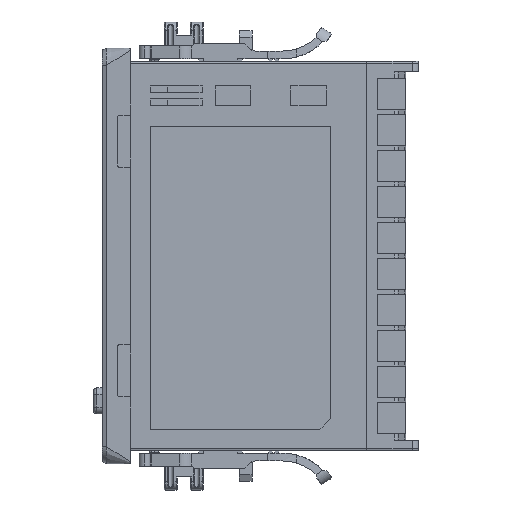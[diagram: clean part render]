
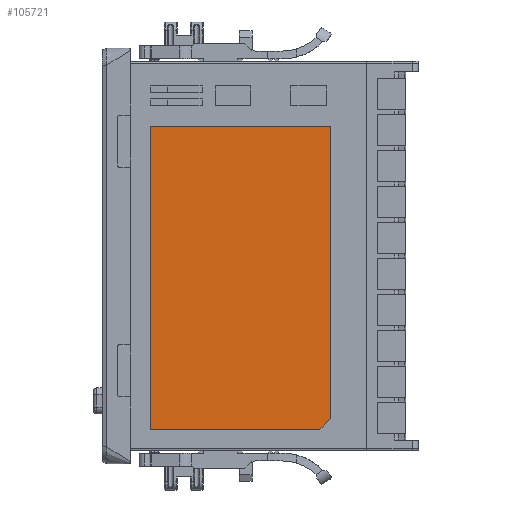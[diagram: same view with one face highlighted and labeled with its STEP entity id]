
A CAD part, left-side view. The second image highlights one B-rep face of the part: STEP entity #105721.
In plain terms, the highlighted planar face has unit normal (-1, 0, 0).
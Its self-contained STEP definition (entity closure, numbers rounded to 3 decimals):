
#89350=DIRECTION('',(0.,0.,1.));
#89351=VECTOR('',#89350,67.5);
#89352=CARTESIAN_POINT('',(-44.5,-50.45,-37.5));
#89353=LINE('',#89352,#89351);
#89358=DIRECTION('',(0.,0.707,-0.707));
#89359=VECTOR('',#89358,3.536);
#89360=CARTESIAN_POINT('',(-44.5,-50.45,-37.5));
#89361=LINE('',#89360,#89359);
#89366=DIRECTION('',(0.,-1.,0.));
#89367=VECTOR('',#89366,39.2);
#89368=CARTESIAN_POINT('',(-44.5,-8.75,-40.));
#89369=LINE('',#89368,#89367);
#89374=DIRECTION('',(0.,0.,-1.));
#89375=VECTOR('',#89374,70.);
#89376=CARTESIAN_POINT('',(-44.5,-8.75,30.));
#89377=LINE('',#89376,#89375);
#89382=DIRECTION('',(0.,1.,0.));
#89383=VECTOR('',#89382,41.7);
#89384=CARTESIAN_POINT('',(-44.5,-50.45,30.));
#89385=LINE('',#89384,#89383);
#93751=CARTESIAN_POINT('',(-44.5,-50.45,-37.5));
#93752=CARTESIAN_POINT('',(-44.5,-50.45,30.));
#93753=VERTEX_POINT('',#93751);
#93754=VERTEX_POINT('',#93752);
#93755=CARTESIAN_POINT('',(-44.5,-8.75,-40.));
#93756=CARTESIAN_POINT('',(-44.5,-47.95,-40.));
#93757=VERTEX_POINT('',#93755);
#93758=VERTEX_POINT('',#93756);
#93759=CARTESIAN_POINT('',(-44.5,-8.75,30.));
#93760=VERTEX_POINT('',#93759);
#105705=CARTESIAN_POINT('',(-44.5,-58.75,0.));
#105706=DIRECTION('',(-1.,0.,0.));
#105707=DIRECTION('',(0.,1.,0.));
#105708=AXIS2_PLACEMENT_3D('',#105705,#105706,#105707);
#105709=PLANE('',#105708);
#105711=ORIENTED_EDGE('',*,*,#105710,.F.);
#105713=ORIENTED_EDGE('',*,*,#105712,.F.);
#105715=ORIENTED_EDGE('',*,*,#105714,.F.);
#105716=ORIENTED_EDGE('',*,*,#105695,.F.);
#105718=ORIENTED_EDGE('',*,*,#105717,.T.);
#105719=EDGE_LOOP('',(#105711,#105713,#105715,#105716,#105718));
#105720=FACE_OUTER_BOUND('',#105719,.F.);
#105695=EDGE_CURVE('',#93753,#93754,#89353,.T.);
#105710=EDGE_CURVE('',#93757,#93758,#89369,.T.);
#105712=EDGE_CURVE('',#93760,#93757,#89377,.T.);
#105714=EDGE_CURVE('',#93754,#93760,#89385,.T.);
#105717=EDGE_CURVE('',#93753,#93758,#89361,.T.);
#105721=ADVANCED_FACE('',(#105720),#105709,.T.);
